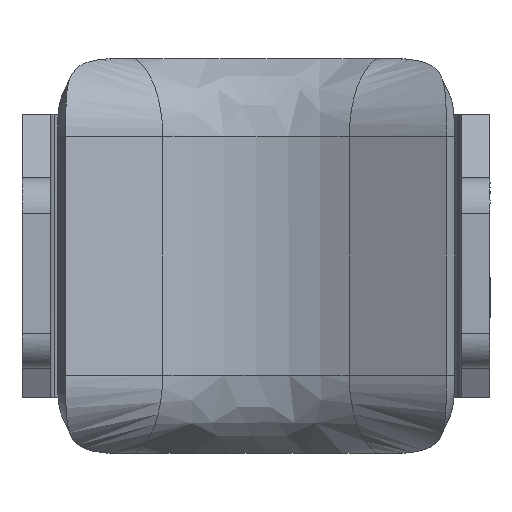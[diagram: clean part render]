
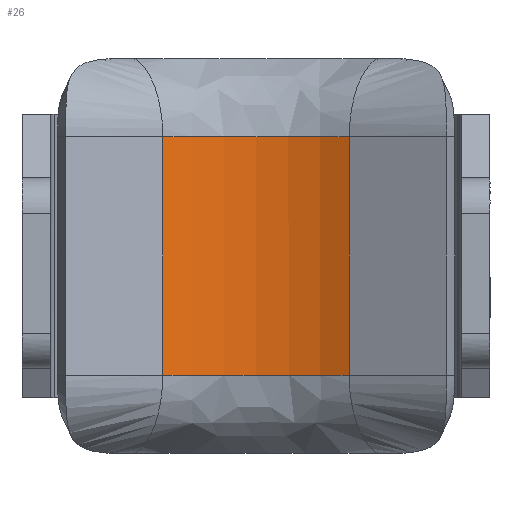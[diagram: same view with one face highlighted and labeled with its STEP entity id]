
A CAD part, front view. The second image highlights one B-rep face of the part: STEP entity #26.
In plain terms, the highlighted free-form (B-spline) face has degree [1, 3] with [2, 6] control points.
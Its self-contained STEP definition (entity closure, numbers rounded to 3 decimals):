
#26=ADVANCED_FACE('',(#142),#1785,.T.);
#142=FACE_OUTER_BOUND('',#258,.T.);
#258=EDGE_LOOP('',(#381,#382,#383,#384));
#381=ORIENTED_EDGE('',*,*,#969,.F.);
#382=ORIENTED_EDGE('',*,*,#1019,.F.);
#383=ORIENTED_EDGE('',*,*,#968,.F.);
#384=ORIENTED_EDGE('',*,*,#967,.F.);
#967=EDGE_CURVE('',#1557,#1558,#1259,.T.);
#968=EDGE_CURVE('',#1558,#1559,#1260,.T.);
#969=EDGE_CURVE('',#1560,#1557,#1261,.T.);
#1019=EDGE_CURVE('',#1559,#1560,#1275,.T.);
#1259=(
BOUNDED_CURVE()
B_SPLINE_CURVE(3,(#2851,#2852,#2853,#2854,#2855,#2856,#2857),
 .UNSPECIFIED.,.F.,.F.)
B_SPLINE_CURVE_WITH_KNOTS((4,3,4),(0.,6.842,13.683),
 .UNSPECIFIED.)
CURVE()
GEOMETRIC_REPRESENTATION_ITEM()
RATIONAL_B_SPLINE_CURVE((1.,0.956,0.946,0.936,
0.968,1.,1.))
REPRESENTATION_ITEM('')
);
#1260=(
BOUNDED_CURVE()
B_SPLINE_CURVE(1,(#2858,#2859),.UNSPECIFIED.,.F.,.F.)
B_SPLINE_CURVE_WITH_KNOTS((2,2),(-16.785,0.),.UNSPECIFIED.)
CURVE()
GEOMETRIC_REPRESENTATION_ITEM()
RATIONAL_B_SPLINE_CURVE((1.,1.))
REPRESENTATION_ITEM('')
);
#1261=(
BOUNDED_CURVE()
B_SPLINE_CURVE(1,(#2860,#2861),.UNSPECIFIED.,.F.,.F.)
B_SPLINE_CURVE_WITH_KNOTS((2,2),(0.,16.785),.UNSPECIFIED.)
CURVE()
GEOMETRIC_REPRESENTATION_ITEM()
RATIONAL_B_SPLINE_CURVE((1.,1.))
REPRESENTATION_ITEM('')
);
#1275=(
BOUNDED_CURVE()
B_SPLINE_CURVE(2,(#3254,#3255,#3256,#3257,#3258),.UNSPECIFIED.,.F.,.F.)
B_SPLINE_CURVE_WITH_KNOTS((3,2,3),(0.,6.842,13.683),
 .UNSPECIFIED.)
CURVE()
GEOMETRIC_REPRESENTATION_ITEM()
RATIONAL_B_SPLINE_CURVE((1.,0.97,1.,0.97,1.))
REPRESENTATION_ITEM('')
);
#1557=VERTEX_POINT('',#2811);
#1558=VERTEX_POINT('',#2812);
#1559=VERTEX_POINT('',#2813);
#1560=VERTEX_POINT('',#2814);
#1785=(
BOUNDED_SURFACE()
B_SPLINE_SURFACE(1,3,((#1985,#1986,#1987,#1988,#1989,#1990),(#1991,#1992,
#1993,#1994,#1995,#1996)),.UNSPECIFIED.,.F.,.F.,.F.)
B_SPLINE_SURFACE_WITH_KNOTS((2,2),(4,2,4),(-16.785,0.),(0.,6.842,
13.683),.UNSPECIFIED.)
GEOMETRIC_REPRESENTATION_ITEM()
RATIONAL_B_SPLINE_SURFACE(((0.873,0.873,0.904,
0.968,1.,1.),(0.873,0.873,0.904,
0.968,1.,1.)))
REPRESENTATION_ITEM('')
SURFACE()
);
#1985=CARTESIAN_POINT('',(6.573,-18.563,-8.392));
#1986=CARTESIAN_POINT('',(4.58,-17.503,-8.392));
#1987=CARTESIAN_POINT('',(2.371,-16.932,-8.392));
#1988=CARTESIAN_POINT('',(-2.197,-16.914,-8.392));
#1989=CARTESIAN_POINT('',(-4.542,-17.478,-8.392));
#1990=CARTESIAN_POINT('',(-6.573,-18.563,-8.392));
#1991=CARTESIAN_POINT('',(6.573,-18.563,8.392));
#1992=CARTESIAN_POINT('',(4.58,-17.503,8.392));
#1993=CARTESIAN_POINT('',(2.371,-16.932,8.392));
#1994=CARTESIAN_POINT('',(-2.197,-16.914,8.392));
#1995=CARTESIAN_POINT('',(-4.542,-17.478,8.392));
#1996=CARTESIAN_POINT('',(-6.573,-18.563,8.392));
#2811=CARTESIAN_POINT('',(6.573,-18.563,-8.392));
#2812=CARTESIAN_POINT('',(-6.573,-18.563,-8.392));
#2813=CARTESIAN_POINT('',(-6.573,-18.563,8.392));
#2814=CARTESIAN_POINT('',(6.573,-18.563,8.392));
#2851=CARTESIAN_POINT('',(6.573,-18.563,-8.392));
#2852=CARTESIAN_POINT('',(4.58,-17.503,-8.392));
#2853=CARTESIAN_POINT('',(2.371,-16.932,-8.392));
#2854=CARTESIAN_POINT('',(0.009,-16.923,-8.392));
#2855=CARTESIAN_POINT('',(-2.197,-16.914,-8.392));
#2856=CARTESIAN_POINT('',(-4.542,-17.478,-8.392));
#2857=CARTESIAN_POINT('',(-6.573,-18.563,-8.392));
#2858=CARTESIAN_POINT('',(-6.573,-18.563,-8.392));
#2859=CARTESIAN_POINT('',(-6.573,-18.563,8.392));
#2860=CARTESIAN_POINT('',(6.573,-18.563,8.392));
#2861=CARTESIAN_POINT('',(6.573,-18.563,-8.392));
#3254=CARTESIAN_POINT('',(-6.573,-18.563,8.392));
#3255=CARTESIAN_POINT('',(-3.491,-16.924,8.392));
#3256=CARTESIAN_POINT('',(0.,-16.924,8.392));
#3257=CARTESIAN_POINT('',(3.491,-16.924,8.392));
#3258=CARTESIAN_POINT('',(6.573,-18.563,8.392));
